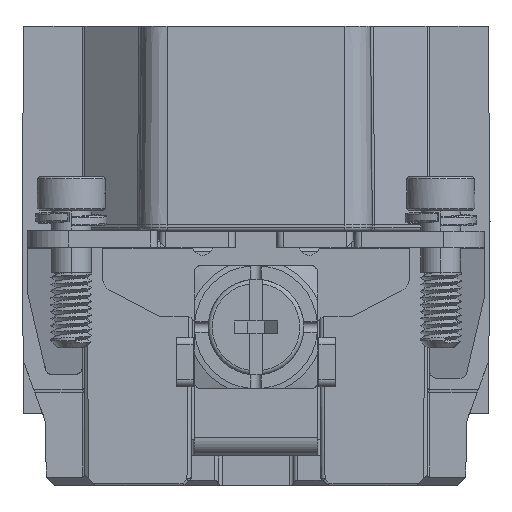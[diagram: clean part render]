
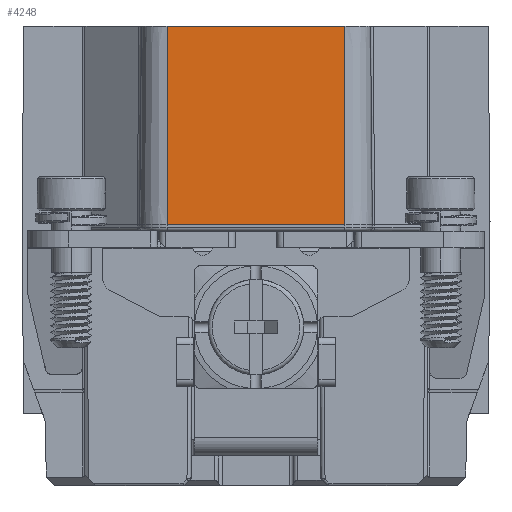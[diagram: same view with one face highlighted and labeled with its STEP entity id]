
A CAD part, left-side view. The second image highlights one B-rep face of the part: STEP entity #4248.
In plain terms, the highlighted planar face has unit normal (-1, 0, 0.009).
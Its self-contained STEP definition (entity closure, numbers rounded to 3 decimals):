
#2463=FACE_OUTER_BOUND('',#13151,.T.);
#4248=ADVANCED_FACE('',(#2463),#5143,.F.);
#5143=PLANE('',#35754);
#8309=LINE('',#67885,#10412);
#8310=LINE('',#67887,#10413);
#8311=LINE('',#67889,#10414);
#8312=LINE('',#67891,#10415);
#10412=VECTOR('',#42817,1.);
#10413=VECTOR('',#42820,1.);
#10414=VECTOR('',#42821,1.);
#10415=VECTOR('',#42822,1.);
#13151=EDGE_LOOP('',(#20526,#20527,#20528,#20529));
#20526=ORIENTED_EDGE('',*,*,#30613,.T.);
#20527=ORIENTED_EDGE('',*,*,#30614,.F.);
#20528=ORIENTED_EDGE('',*,*,#30615,.F.);
#20529=ORIENTED_EDGE('',*,*,#30616,.F.);
#26222=VERTEX_POINT('',#67880);
#26223=VERTEX_POINT('',#67884);
#26224=VERTEX_POINT('',#67888);
#26225=VERTEX_POINT('',#67890);
#30613=EDGE_CURVE('',#26222,#26223,#8309,.T.);
#30614=EDGE_CURVE('',#26224,#26223,#8310,.T.);
#30615=EDGE_CURVE('',#26225,#26224,#8311,.T.);
#30616=EDGE_CURVE('',#26222,#26225,#8312,.T.);
#35754=AXIS2_PLACEMENT_3D('',#67892,#42823,#42824);
#42817=DIRECTION('',(0.009,0.,1.));
#42820=DIRECTION('',(0.,-1.,0.));
#42821=DIRECTION('',(0.009,0.,1.));
#42822=DIRECTION('',(0.,1.,0.));
#42823=DIRECTION('',(1.,0.,-0.009));
#42824=DIRECTION('',(-0.009,0.,-1.));
#67880=CARTESIAN_POINT('',(-32.1,-6.5,1.7));
#67884=CARTESIAN_POINT('',(-31.973,-6.5,16.2));
#67885=CARTESIAN_POINT('',(-32.1,-6.5,1.7));
#67887=CARTESIAN_POINT('',(-31.973,6.5,16.2));
#67888=CARTESIAN_POINT('',(-31.973,6.5,16.2));
#67889=CARTESIAN_POINT('',(-32.1,6.5,1.7));
#67890=CARTESIAN_POINT('',(-32.1,6.5,1.7));
#67891=CARTESIAN_POINT('',(-32.1,-6.5,1.7));
#67892=CARTESIAN_POINT('',(-32.037,0.,8.95));
